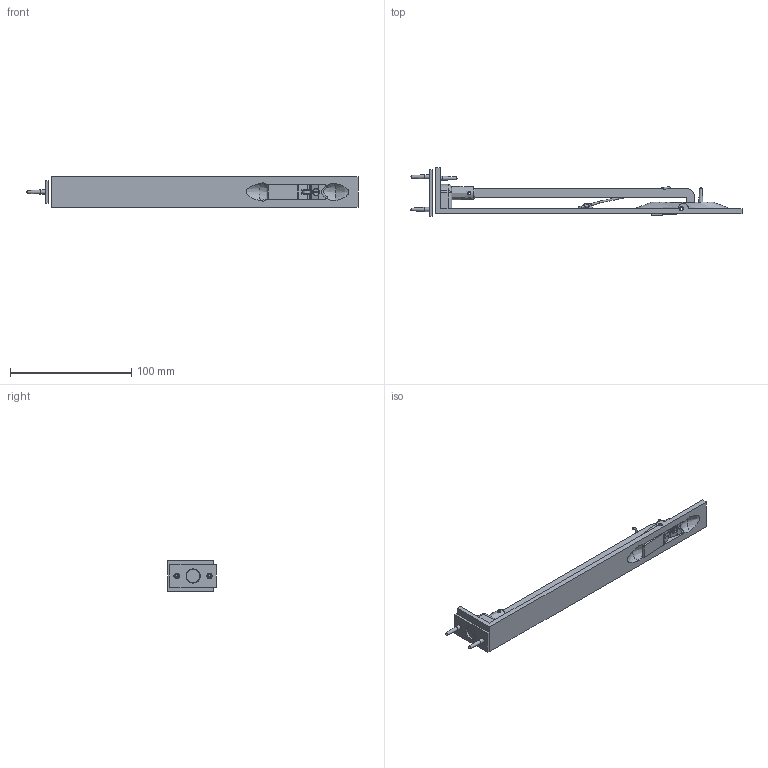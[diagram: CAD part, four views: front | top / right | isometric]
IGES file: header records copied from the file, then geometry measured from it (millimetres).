
Global section: file name: P7352-C; native system: Autodesk Inventor 2018; preprocessor: unknown; author: sbajwa; date: 20180911.150302; units: millimetre
Bounding box: 273.68 x 40.15 x 25 mm (x, y, z)
Volume: 44418.8 mm3; surface area: 29074.6 mm2
Topology: 15 solids, 15 shells, 199 faces, 541 edges, 366 vertices
Faces by surface type: bspline 199
